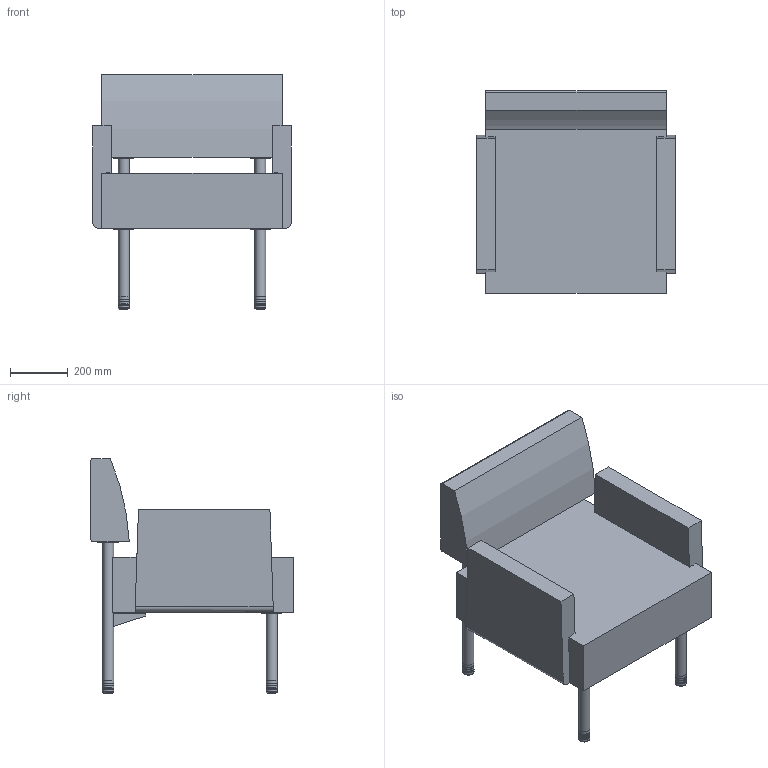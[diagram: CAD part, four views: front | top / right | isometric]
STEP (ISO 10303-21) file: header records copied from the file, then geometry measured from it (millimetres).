
FILE_DESCRIPTION(/* description */ (''),/* implementation_level */ '2;1');
FILE_NAME(/* name */ 'EX10AF.stp',/* time_stamp */ '2019-05-30T14:33:18-04:00',/* author */ ('emehringer'),/* organization */ (''),/* preprocessor_version */ 'ST-DEVELOPER v16.13',/* originating_system */ 'Autodesk Inventor 2018',/* authorisation */ '');
FILE_SCHEMA (('AUTOMOTIVE_DESIGN { 1 0 10303 214 3 1 1 }'));
Length unit declared in the file: inch
Products named in the file (7): EX10AF; EX10 SEAT MAX; EX10 BACK; EX10 LGBK-A; LEG CAP RD1.5; EX10 LGFR-A; EX10A ARM
Assembly tree (12 placements, depth 2):
  EX10AF
    EX10 SEAT MAX
    EX10 BACK
    LEG CAP RD1.5  x4
    EX10 LGBK-A  x2
    EX10 LGFR-A  x2
    EX10A ARM  x2
Bounding box: 685.8 x 698.5 x 811.67 mm (x, y, z)
Volume: 108853045.8 mm3; surface area: 3125668.8 mm2
Topology: 26 solids, 34 shells, 2020 faces, 4132 edges, 2218 vertices
Faces by surface type: cylinder 695, torus 524, bspline 480, plane 241, sphere 64, cone 16
Full cylindrical faces by diameter (mm): 6.198 x4, 6.528 x4, 7.925 x12, 8.731 x22, 9.906 x8, 11.989 x8, 27.94 x4, 31.75 x4, 34.087 x16, 34.798 x4, 38.1 x4, 39.37 x4, 69.85 x2
Entity records: 20057 total; most frequent: CARTESIAN_POINT 9535, ORIENTED_EDGE 2116, DIRECTION 2002, EDGE_CURVE 1060, AXIS2_PLACEMENT_3D 861, EDGE_LOOP 622, VERTEX_POINT 594, FACE_OUTER_BOUND 541
